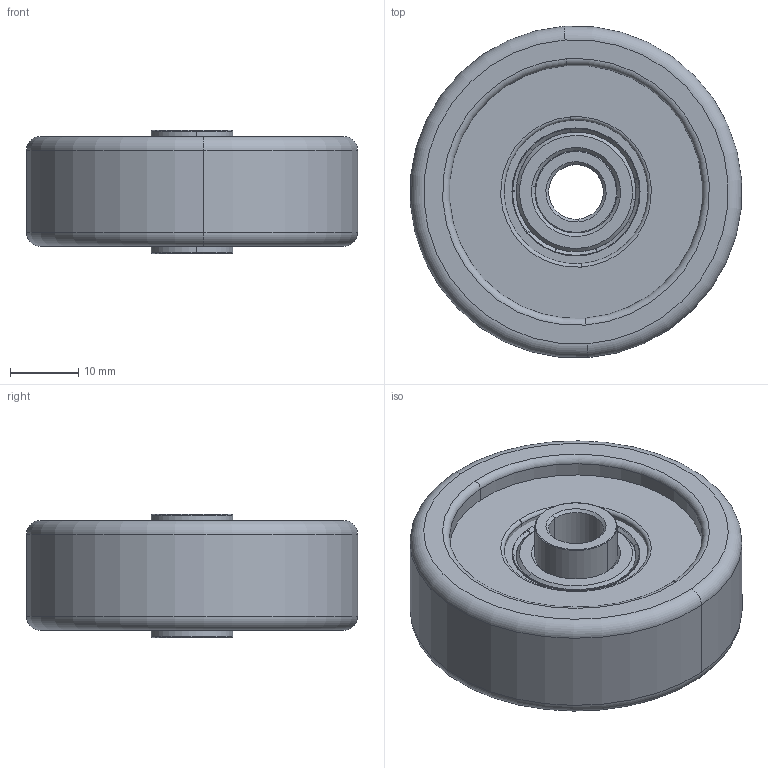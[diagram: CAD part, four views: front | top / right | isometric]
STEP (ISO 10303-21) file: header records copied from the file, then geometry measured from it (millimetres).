
FILE_DESCRIPTION (( 'STEP AP214' ), '1' );
FILE_NAME ('Ñáîðêà3.STEP', '2024-06-03T12:54:49', ( '' ), ( '' ), 'SwSTEP 2.0', 'SolidWorks 2022', '' );
FILE_SCHEMA (( 'AUTOMOTIVE_DESIGN' ));
Length unit declared in the file: millimetre
Products named in the file (7): В294 Подшипник 3; B294 Подшипник 1; В294 Подшипник 4; Сборка3; B294 Ролик Ф48,5 серый; B294 Ролик; B294 Подшипник 2
Assembly tree (6 placements, depth 3):
  Сборка3
    B294 Ролик Ф48,5 серый
      B294 Ролик
      B294 Подшипник 1
      B294 Подшипник 2
      В294 Подшипник 4
      В294 Подшипник 3
Bounding box: 48.37 x 48.37 x 18 mm (x, y, z)
Volume: 23440.8 mm3; surface area: 11047.8 mm2
Topology: 5 solids, 5 shells, 144 faces, 326 edges, 192 vertices
Faces by surface type: plane 64, cone 32, torus 24, cylinder 24
Entity records: 4346 total; most frequent: CARTESIAN_POINT 780, DIRECTION 778, ORIENTED_EDGE 652, AXIS2_PLACEMENT_3D 334, EDGE_CURVE 326, VERTEX_POINT 192, CIRCLE 180, EDGE_LOOP 154
